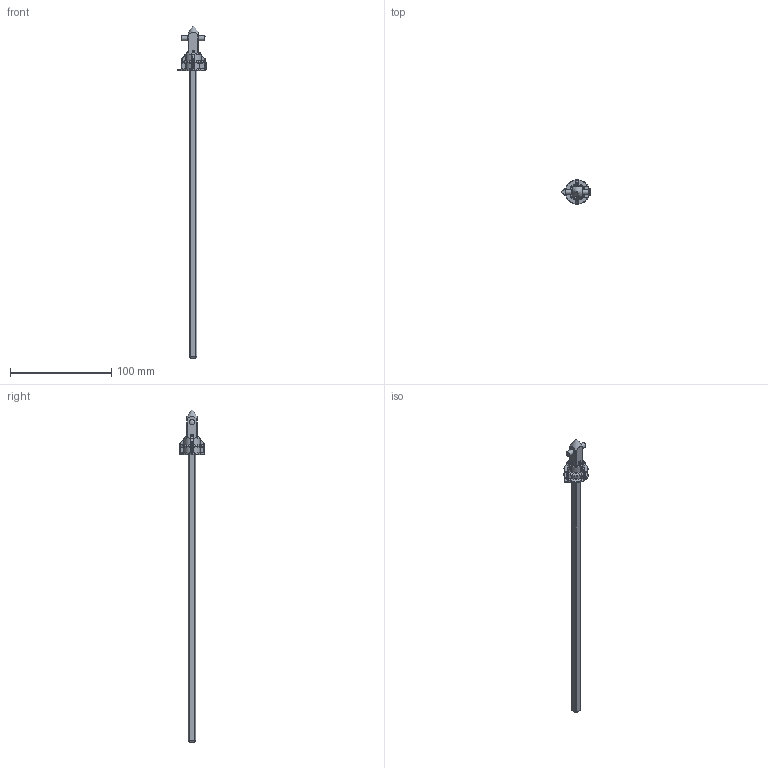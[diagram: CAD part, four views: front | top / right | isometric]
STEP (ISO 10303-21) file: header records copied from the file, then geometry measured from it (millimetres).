
FILE_DESCRIPTION(/* description */ ('Asta metallica lungh. 300 mm'),/* implementation_level */ '2;1');
FILE_NAME(/* name */ 'FILE_STP_CAD_DRAWING_GAX7300AN.stp',/* time_stamp */ '2018-11-20T10:33:41+01:00',/* author */ ('UTP01'),/* organization */ (''),/* preprocessor_version */ 'ST-DEVELOPER v16.1',/* originating_system */ 'Autodesk Inventor 2016',/* authorisation */ '');
FILE_SCHEMA (('AUTOMOTIVE_DESIGN { 1 0 10303 214 3 1 1 }'));
Length unit declared in the file: millimetre
Products named in the file (4): SZ000467-P03; 30300880; 30600134; GAX7300AN
Assembly tree (3 placements, depth 2):
  GAX7300AN
    SZ000467-P03
    30300880
    30600134
Bounding box: 29.37 x 24 x 328 mm (x, y, z)
Volume: 20636.2 mm3; surface area: 12218.5 mm2
Topology: 3 solids, 3 shells, 541 faces, 1344 edges, 790 vertices
Faces by surface type: bspline 221, plane 125, cylinder 115, torus 35, sphere 34, cone 11
Full cylindrical faces by diameter (mm): 4.917 x1, 5 x2, 6 x1, 24 x1
Entity records: 19155 total; most frequent: CARTESIAN_POINT 8030, ORIENTED_EDGE 2568, DIRECTION 1774, EDGE_CURVE 1284, VERTEX_POINT 785, AXIS2_PLACEMENT_3D 654, EDGE_LOOP 577, FACE_OUTER_BOUND 540
